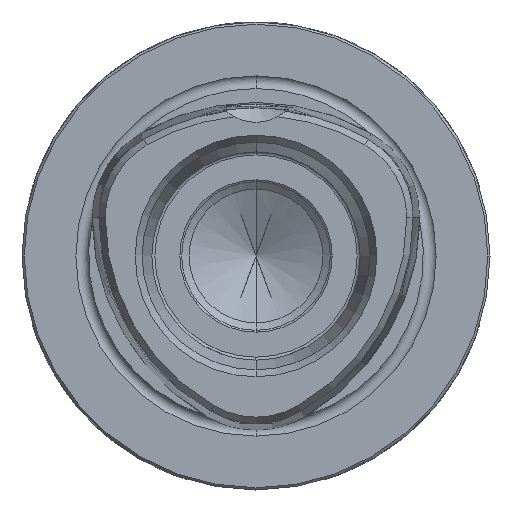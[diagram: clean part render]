
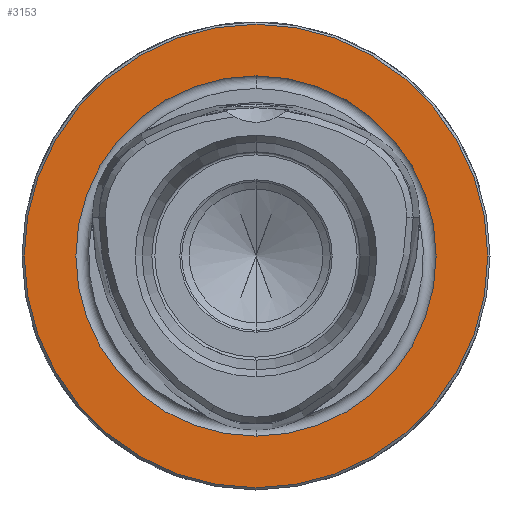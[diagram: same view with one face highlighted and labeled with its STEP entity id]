
A CAD part, front view. The second image highlights one B-rep face of the part: STEP entity #3153.
In plain terms, the highlighted planar face has unit normal (0, -1, 0).
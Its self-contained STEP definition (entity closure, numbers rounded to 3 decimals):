
#1177=CARTESIAN_POINT('',(0.,0.,
0.));
#1178=DIRECTION('',(0.,-1.,0.));
#1179=DIRECTION('',(1.,0.,0.));
#1180=AXIS2_PLACEMENT_3D('',#1177,#1178,#1179);
#1182=CARTESIAN_POINT('',(0.,0.,
0.));
#1183=DIRECTION('',(0.,-1.,0.));
#1184=DIRECTION('',(-1.,0.,0.));
#1185=AXIS2_PLACEMENT_3D('',#1182,#1183,#1184);
#1187=CARTESIAN_POINT('',(0.,0.,0.));
#1188=DIRECTION('',(0.,-1.,0.));
#1189=DIRECTION('',(0.,0.,-1.));
#1190=AXIS2_PLACEMENT_3D('',#1187,#1188,#1189);
#1192=CARTESIAN_POINT('',(0.,0.,0.));
#1193=DIRECTION('',(0.,-1.,0.));
#1194=DIRECTION('',(0.,0.,1.));
#1195=AXIS2_PLACEMENT_3D('',#1192,#1193,#1194);
#1830=CARTESIAN_POINT('',(31.2,0.,
0.));
#1831=CARTESIAN_POINT('',(-31.2,0.,0.));
#1832=VERTEX_POINT('',#1830);
#1833=VERTEX_POINT('',#1831);
#1838=CARTESIAN_POINT('',(0.,0.,-24.25));
#1839=CARTESIAN_POINT('',(0.,0.,24.25));
#1840=VERTEX_POINT('',#1838);
#1841=VERTEX_POINT('',#1839);
#3138=CARTESIAN_POINT('',(0.,0.,0.));
#3139=DIRECTION('',(0.,-1.,0.));
#3140=DIRECTION('',(-1.,0.,0.));
#3141=AXIS2_PLACEMENT_3D('',#3138,#3139,#3140);
#3142=PLANE('',#3141);
#3144=ORIENTED_EDGE('',*,*,#3143,.F.);
#3146=ORIENTED_EDGE('',*,*,#3145,.F.);
#3147=EDGE_LOOP('',(#3144,#3146));
#3148=FACE_OUTER_BOUND('',#3147,.F.);
#3149=ORIENTED_EDGE('',*,*,#2301,.T.);
#3150=ORIENTED_EDGE('',*,*,#2166,.T.);
#3151=EDGE_LOOP('',(#3149,#3150));
#3152=FACE_BOUND('',#3151,.F.);
#3153=ADVANCED_FACE('',(#3148,#3152),#3142,.T.);
#1181=CIRCLE('',#1180,31.2);
#1186=CIRCLE('',#1185,31.2);
#1191=CIRCLE('',#1190,24.25);
#1196=CIRCLE('',#1195,24.25);
#2166=EDGE_CURVE('',#1841,#1840,#1196,.T.);
#2301=EDGE_CURVE('',#1840,#1841,#1191,.T.);
#3143=EDGE_CURVE('',#1832,#1833,#1181,.T.);
#3145=EDGE_CURVE('',#1833,#1832,#1186,.T.);
